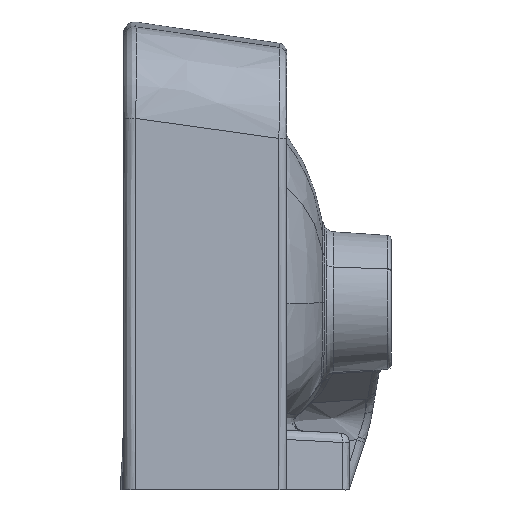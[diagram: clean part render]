
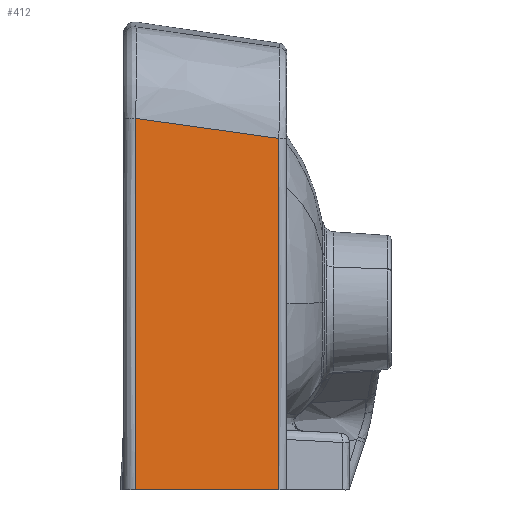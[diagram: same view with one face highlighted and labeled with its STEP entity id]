
A CAD part, left-side view. The second image highlights one B-rep face of the part: STEP entity #412.
In plain terms, the highlighted free-form (B-spline) face has degree [3, 3] with [6, 6] control points.
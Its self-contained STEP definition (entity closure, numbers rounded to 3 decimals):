
#412=ADVANCED_FACE('',(#708),#609,.T.);
#609=B_SPLINE_SURFACE_WITH_KNOTS('',3,3,((#19433,#19434,#19435,#19436,#19437,
#19438),(#19439,#19440,#19441,#19442,#19443,#19444),(#19445,#19446,#19447,
#19448,#19449,#19450),(#19451,#19452,#19453,#19454,#19455,#19456),(#19457,
#19458,#19459,#19460,#19461,#19462),(#19463,#19464,#19465,#19466,#19467,
#19468)),.UNSPECIFIED.,.F.,.F.,.F.,(4,2,4),(4,2,4),(0.,0.901,
1.),(0.,0.048,1.),.UNSPECIFIED.);
#708=FACE_OUTER_BOUND('',#940,.T.);
#940=EDGE_LOOP('',(#1404,#1405,#1406,#1407));
#1404=ORIENTED_EDGE('',*,*,#2791,.F.);
#1405=ORIENTED_EDGE('',*,*,#2792,.F.);
#1406=ORIENTED_EDGE('',*,*,#2789,.T.);
#1407=ORIENTED_EDGE('',*,*,#2731,.T.);
#2341=VERTEX_POINT('',#13889);
#2343=VERTEX_POINT('',#13895);
#2373=VERTEX_POINT('',#19395);
#2374=VERTEX_POINT('',#19428);
#2731=EDGE_CURVE('',#2343,#2341,#3311,.T.);
#2789=EDGE_CURVE('',#2373,#2343,#3367,.T.);
#2791=EDGE_CURVE('',#2374,#2341,#3369,.T.);
#2792=EDGE_CURVE('',#2373,#2374,#3370,.T.);
#3311=B_SPLINE_CURVE_WITH_KNOTS('',3,(#13891,#13892,#13893,#13894),
 .UNSPECIFIED.,.F.,.F.,(4,4),(0.,1.),.UNSPECIFIED.);
#3367=B_SPLINE_CURVE_WITH_KNOTS('',3,(#19391,#19392,#19393,#19394),
 .UNSPECIFIED.,.F.,.F.,(4,4),(0.,1.),.UNSPECIFIED.);
#3369=B_SPLINE_CURVE_WITH_KNOTS('',3,(#19424,#19425,#19426,#19427),
 .UNSPECIFIED.,.F.,.F.,(4,4),(0.,1.),.UNSPECIFIED.);
#3370=B_SPLINE_CURVE_WITH_KNOTS('',3,(#19429,#19430,#19431,#19432),
 .UNSPECIFIED.,.F.,.F.,(4,4),(0.,1.),.UNSPECIFIED.);
#13889=CARTESIAN_POINT('',(-178.924,-6.561,0.));
#13891=CARTESIAN_POINT('',(-178.986,-6.561,198.074));
#13892=CARTESIAN_POINT('',(-180.326,-6.56,132.056));
#13893=CARTESIAN_POINT('',(-180.306,-6.561,66.017));
#13894=CARTESIAN_POINT('',(-178.924,-6.561,0.));
#13895=CARTESIAN_POINT('',(-178.986,-6.561,198.074));
#19391=CARTESIAN_POINT('',(-169.695,-82.795,187.379));
#19392=CARTESIAN_POINT('',(-173.653,-57.681,192.13));
#19393=CARTESIAN_POINT('',(-176.762,-32.217,195.71));
#19394=CARTESIAN_POINT('',(-178.986,-6.561,198.074));
#19395=CARTESIAN_POINT('',(-169.695,-82.795,187.379));
#19424=CARTESIAN_POINT('',(-169.427,-82.795,0.));
#19425=CARTESIAN_POINT('',(-173.493,-57.545,0.));
#19426=CARTESIAN_POINT('',(-176.659,-32.134,0.));
#19427=CARTESIAN_POINT('',(-178.924,-6.561,0.));
#19428=CARTESIAN_POINT('',(-169.427,-82.795,0.));
#19429=CARTESIAN_POINT('',(-169.695,-82.795,187.379));
#19430=CARTESIAN_POINT('',(-170.826,-82.795,124.924));
#19431=CARTESIAN_POINT('',(-170.736,-82.795,62.452));
#19432=CARTESIAN_POINT('',(-169.427,-82.795,0.));
#19433=CARTESIAN_POINT('',(-178.724,0.,-32.14));
#19434=CARTESIAN_POINT('',(-178.835,0.,-27.659));
#19435=CARTESIAN_POINT('',(-178.946,0.,-23.177));
#19436=CARTESIAN_POINT('',(-181.282,0.,70.943));
#19437=CARTESIAN_POINT('',(-180.998,0.,160.645));
#19438=CARTESIAN_POINT('',(-178.204,0.,250.269));
#19439=CARTESIAN_POINT('',(-176.323,-29.129,-32.074));
#19440=CARTESIAN_POINT('',(-176.435,-29.129,-27.594));
#19441=CARTESIAN_POINT('',(-176.546,-29.129,-23.115));
#19442=CARTESIAN_POINT('',(-178.881,-29.129,70.958));
#19443=CARTESIAN_POINT('',(-178.596,-29.129,160.615));
#19444=CARTESIAN_POINT('',(-175.804,-29.129,250.194));
#19445=CARTESIAN_POINT('',(-172.745,-58.162,-31.975));
#19446=CARTESIAN_POINT('',(-172.856,-58.162,-27.499));
#19447=CARTESIAN_POINT('',(-172.968,-58.162,-23.023));
#19448=CARTESIAN_POINT('',(-175.3,-58.162,70.981));
#19449=CARTESIAN_POINT('',(-175.017,-58.162,160.571));
#19450=CARTESIAN_POINT('',(-172.227,-58.162,250.083));
#19451=CARTESIAN_POINT('',(-167.463,-90.169,-31.83));
#19452=CARTESIAN_POINT('',(-167.574,-90.169,-27.358));
#19453=CARTESIAN_POINT('',(-167.685,-90.169,-22.887));
#19454=CARTESIAN_POINT('',(-170.015,-90.169,71.015));
#19455=CARTESIAN_POINT('',(-169.733,-90.169,160.506));
#19456=CARTESIAN_POINT('',(-166.945,-90.169,249.918));
#19457=CARTESIAN_POINT('',(-166.94,-93.337,-31.815));
#19458=CARTESIAN_POINT('',(-167.051,-93.337,-27.344));
#19459=CARTESIAN_POINT('',(-167.162,-93.337,-22.873));
#19460=CARTESIAN_POINT('',(-169.492,-93.337,71.018));
#19461=CARTESIAN_POINT('',(-169.209,-93.337,160.5));
#19462=CARTESIAN_POINT('',(-166.422,-93.337,249.902));
#19463=CARTESIAN_POINT('',(-166.417,-96.506,-31.801));
#19464=CARTESIAN_POINT('',(-166.528,-96.506,-27.33));
#19465=CARTESIAN_POINT('',(-166.639,-96.506,-22.86));
#19466=CARTESIAN_POINT('',(-168.968,-96.506,71.022));
#19467=CARTESIAN_POINT('',(-168.686,-96.506,160.493));
#19468=CARTESIAN_POINT('',(-165.899,-96.506,249.885));
